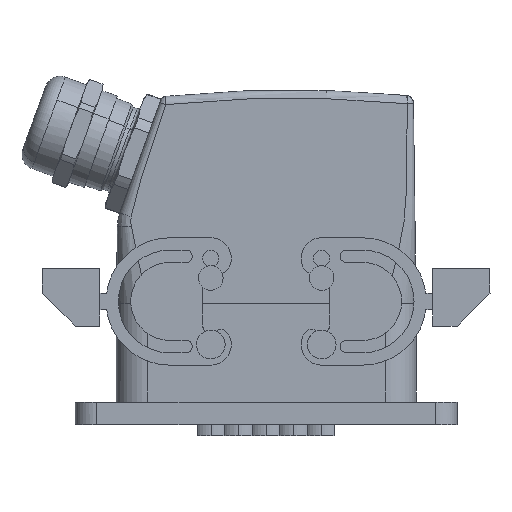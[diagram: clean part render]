
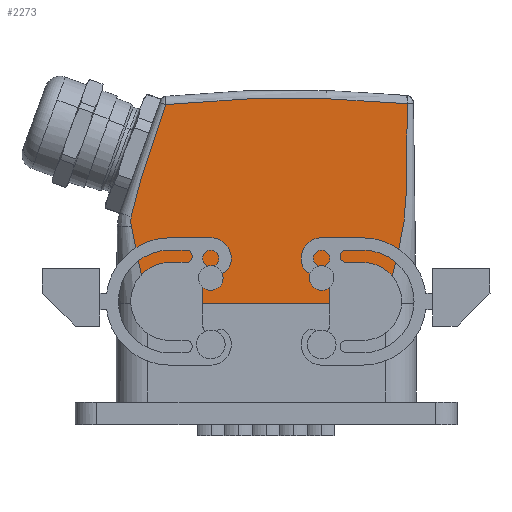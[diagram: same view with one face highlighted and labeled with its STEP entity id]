
A CAD part, left-side view. The second image highlights one B-rep face of the part: STEP entity #2273.
In plain terms, the highlighted planar face has unit normal (-1, 0, 0).
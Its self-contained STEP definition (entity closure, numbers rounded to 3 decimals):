
#2168=AXIS2_PLACEMENT_3D('Plane Axis2P3D',#2165,#2166,#2167) ;
#2172=AXIS2_PLACEMENT_3D('Circle Axis2P3D',#2170,#2171,$) ;
#2239=AXIS2_PLACEMENT_3D('Circle Axis2P3D',#2237,#2238,$) ;
#2248=AXIS2_PLACEMENT_3D('Circle Axis2P3D',#2246,#2247,$) ;
#2257=AXIS2_PLACEMENT_3D('Circle Axis2P3D',#2255,#2256,$) ;
#2266=AXIS2_PLACEMENT_3D('Circle Axis2P3D',#2264,#2265,$) ;
#1192=CARTESIAN_POINT('Vertex',(7.5,87.397,53.287)) ;
#1196=CARTESIAN_POINT('Control Point',(7.5,78.975,80.638)) ;
#1197=CARTESIAN_POINT('Control Point',(7.5,79.191,80.02)) ;
#1198=CARTESIAN_POINT('Control Point',(7.5,79.416,79.379)) ;
#1199=CARTESIAN_POINT('Control Point',(7.5,79.632,78.758)) ;
#1200=CARTESIAN_POINT('Control Point',(7.5,80.036,77.591)) ;
#1201=CARTESIAN_POINT('Control Point',(7.5,80.436,76.426)) ;
#1202=CARTESIAN_POINT('Control Point',(7.5,80.62,75.888)) ;
#1203=CARTESIAN_POINT('Control Point',(7.5,81.077,74.545)) ;
#1204=CARTESIAN_POINT('Control Point',(7.5,81.53,73.201)) ;
#1205=CARTESIAN_POINT('Control Point',(7.5,81.799,72.395)) ;
#1206=CARTESIAN_POINT('Control Point',(7.5,82.336,70.781)) ;
#1207=CARTESIAN_POINT('Control Point',(7.5,82.868,69.166)) ;
#1208=CARTESIAN_POINT('Control Point',(7.5,83.132,68.358)) ;
#1209=CARTESIAN_POINT('Control Point',(7.5,83.65,66.767)) ;
#1210=CARTESIAN_POINT('Control Point',(7.5,84.16,65.175)) ;
#1211=CARTESIAN_POINT('Control Point',(7.5,84.4,64.419)) ;
#1212=CARTESIAN_POINT('Control Point',(7.5,85.238,61.745)) ;
#1213=CARTESIAN_POINT('Control Point',(7.5,86.028,59.058)) ;
#1214=CARTESIAN_POINT('Control Point',(7.5,86.537,57.148)) ;
#1215=CARTESIAN_POINT('Control Point',(7.5,86.993,55.219)) ;
#1216=CARTESIAN_POINT('Control Point',(7.5,87.397,53.287)) ;
#1217=CARTESIAN_POINT('Vertex',(7.5,78.975,80.638)) ;
#2147=CARTESIAN_POINT('Vertex',(7.5,87.288,50.955)) ;
#2151=CARTESIAN_POINT('Control Point',(7.5,87.397,53.287)) ;
#2152=CARTESIAN_POINT('Control Point',(7.5,87.467,52.812)) ;
#2153=CARTESIAN_POINT('Control Point',(7.5,87.493,52.333)) ;
#2154=CARTESIAN_POINT('Control Point',(7.5,87.471,51.857)) ;
#2155=CARTESIAN_POINT('Control Point',(7.5,87.401,51.395)) ;
#2156=CARTESIAN_POINT('Control Point',(7.5,87.288,50.955)) ;
#2165=CARTESIAN_POINT('Axis2P3D Location',(7.5,12.669,1.036)) ;
#2170=CARTESIAN_POINT('Axis2P3D Location',(7.5,48.5,-215.8)) ;
#2174=CARTESIAN_POINT('Vertex',(7.5,20.135,80.847)) ;
#2178=CARTESIAN_POINT('Control Point',(7.5,87.288,50.955)) ;
#2179=CARTESIAN_POINT('Control Point',(7.5,86.978,49.056)) ;
#2180=CARTESIAN_POINT('Control Point',(7.5,86.63,47.161)) ;
#2181=CARTESIAN_POINT('Control Point',(7.5,86.254,45.274)) ;
#2182=CARTESIAN_POINT('Control Point',(7.5,85.714,42.683)) ;
#2183=CARTESIAN_POINT('Control Point',(7.5,85.163,40.089)) ;
#2184=CARTESIAN_POINT('Control Point',(7.5,84.961,39.141)) ;
#2185=CARTESIAN_POINT('Control Point',(7.5,84.572,37.308)) ;
#2186=CARTESIAN_POINT('Control Point',(7.5,84.188,35.476)) ;
#2187=CARTESIAN_POINT('Control Point',(7.5,83.969,34.419)) ;
#2188=CARTESIAN_POINT('Control Point',(7.5,83.744,33.315)) ;
#2189=CARTESIAN_POINT('Control Point',(7.5,83.52,32.2)) ;
#2190=CARTESIAN_POINT('Vertex',(7.5,83.52,32.2)) ;
#2193=CARTESIAN_POINT('Line Origine',(7.5,54.498,32.2)) ;
#2197=CARTESIAN_POINT('Vertex',(7.5,25.476,32.2)) ;
#2201=CARTESIAN_POINT('Control Point',(7.5,20.135,80.847)) ;
#2202=CARTESIAN_POINT('Control Point',(7.5,20.135,80.766)) ;
#2203=CARTESIAN_POINT('Control Point',(7.5,20.135,80.686)) ;
#2204=CARTESIAN_POINT('Control Point',(7.5,20.134,80.594)) ;
#2205=CARTESIAN_POINT('Control Point',(7.5,20.134,80.397)) ;
#2206=CARTESIAN_POINT('Control Point',(7.5,20.133,80.222)) ;
#2207=CARTESIAN_POINT('Control Point',(7.5,20.133,80.149)) ;
#2208=CARTESIAN_POINT('Control Point',(7.5,20.119,76.155)) ;
#2209=CARTESIAN_POINT('Control Point',(7.5,20.132,72.161)) ;
#2210=CARTESIAN_POINT('Control Point',(7.5,20.201,68.239)) ;
#2211=CARTESIAN_POINT('Control Point',(7.5,20.247,64.109)) ;
#2212=CARTESIAN_POINT('Control Point',(7.5,20.373,59.982)) ;
#2213=CARTESIAN_POINT('Control Point',(7.5,20.38,59.765)) ;
#2214=CARTESIAN_POINT('Control Point',(7.5,20.401,59.131)) ;
#2215=CARTESIAN_POINT('Control Point',(7.5,20.425,58.498)) ;
#2216=CARTESIAN_POINT('Control Point',(7.5,20.443,58.083)) ;
#2217=CARTESIAN_POINT('Control Point',(7.5,20.483,57.275)) ;
#2218=CARTESIAN_POINT('Control Point',(7.5,20.532,56.465)) ;
#2219=CARTESIAN_POINT('Control Point',(7.5,20.559,56.069)) ;
#2220=CARTESIAN_POINT('Control Point',(7.5,20.779,53.151)) ;
#2221=CARTESIAN_POINT('Control Point',(7.5,21.16,50.243)) ;
#2222=CARTESIAN_POINT('Control Point',(7.5,21.643,47.739)) ;
#2223=CARTESIAN_POINT('Control Point',(7.5,22.702,43.136)) ;
#2224=CARTESIAN_POINT('Control Point',(7.5,23.898,38.562)) ;
#2225=CARTESIAN_POINT('Control Point',(7.5,24.45,36.442)) ;
#2226=CARTESIAN_POINT('Control Point',(7.5,24.971,34.323)) ;
#2227=CARTESIAN_POINT('Control Point',(7.5,25.476,32.2)) ;
#2237=CARTESIAN_POINT('Axis2P3D Location',(7.5,68.,38.4)) ;
#2241=CARTESIAN_POINT('Vertex',(7.5,66.245,39.359)) ;
#2243=CARTESIAN_POINT('Vertex',(7.5,69.755,37.441)) ;
#2246=CARTESIAN_POINT('Axis2P3D Location',(7.5,68.,38.4)) ;
#2255=CARTESIAN_POINT('Axis2P3D Location',(7.5,41.,38.4)) ;
#2259=CARTESIAN_POINT('Vertex',(7.5,39.245,37.441)) ;
#2261=CARTESIAN_POINT('Vertex',(7.5,42.755,39.359)) ;
#2264=CARTESIAN_POINT('Axis2P3D Location',(7.5,41.,38.4)) ;
#2166=DIRECTION('Axis2P3D Direction',(-1.,0.,0.)) ;
#2167=DIRECTION('Axis2P3D XDirection',(0.,-0.17,0.985)) ;
#2171=DIRECTION('Axis2P3D Direction',(-1.,0.,0.)) ;
#2194=DIRECTION('Vector Direction',(0.,-1.,0.)) ;
#2238=DIRECTION('Axis2P3D Direction',(-1.,0.,0.)) ;
#2247=DIRECTION('Axis2P3D Direction',(-1.,0.,0.)) ;
#2256=DIRECTION('Axis2P3D Direction',(-1.,0.,0.)) ;
#2265=DIRECTION('Axis2P3D Direction',(-1.,0.,0.)) ;
#2195=VECTOR('Line Direction',#2194,1.) ;
#2230=ORIENTED_EDGE('',*,*,#2176,.T.) ;
#2231=ORIENTED_EDGE('',*,*,#1219,.F.) ;
#2232=ORIENTED_EDGE('',*,*,#2157,.F.) ;
#2233=ORIENTED_EDGE('',*,*,#2192,.F.) ;
#2234=ORIENTED_EDGE('',*,*,#2199,.T.) ;
#2235=ORIENTED_EDGE('',*,*,#2228,.T.) ;
#2252=ORIENTED_EDGE('',*,*,#2245,.F.) ;
#2253=ORIENTED_EDGE('',*,*,#2250,.F.) ;
#2270=ORIENTED_EDGE('',*,*,#2263,.F.) ;
#2271=ORIENTED_EDGE('',*,*,#2268,.F.) ;
#2254=FACE_BOUND('',#2251,.T.) ;
#2272=FACE_BOUND('',#2269,.T.) ;
#2273=ADVANCED_FACE('1802420000 HDC-KIT-HE10.110 M.1\\1787550000_S.1\\Housing',(#2236,#2254,#2272),#2169,.T.) ;
#1195=B_SPLINE_CURVE_WITH_KNOTS('',5,(#1196,#1197,#1198,#1199,#1200,#1201,#1202,#1203,#1204,#1205,#1206,#1207,#1208,#1209,#1210,#1211,#1212,#1213,#1214,#1215,#1216),.UNSPECIFIED.,.F.,.U.,(6,3,3,3,3,3,6),(102.121,105.442,108.274,112.513,116.752,120.853,130.735),.UNSPECIFIED.) ;
#2150=B_SPLINE_CURVE_WITH_KNOTS('',5,(#2151,#2152,#2153,#2154,#2155,#2156),.UNSPECIFIED.,.F.,.U.,(6,6),(155.256,158.24),.UNSPECIFIED.) ;
#2177=B_SPLINE_CURVE_WITH_KNOTS('',5,(#2178,#2179,#2180,#2181,#2182,#2183,#2184,#2185,#2186,#2187,#2188,#2189),.UNSPECIFIED.,.F.,.U.,(6,3,3,6),(0.,13.596,18.683,26.773),.UNSPECIFIED.) ;
#2200=B_SPLINE_CURVE_WITH_KNOTS('',5,(#2201,#2202,#2203,#2204,#2205,#2206,#2207,#2208,#2209,#2210,#2211,#2212,#2213,#2214,#2215,#2216,#2217,#2218,#2219,#2220,#2221,#2222,#2223,#2224,#2225,#2226,#2227),.UNSPECIFIED.,.F.,.U.,(6,3,3,3,3,3,3,3,6),(0.,0.57,1.141,28.879,30.426,33.38,36.181,54.129,69.543),.UNSPECIFIED.) ;
#2173=CIRCLE('generated circle',#2172,298.) ;
#2240=CIRCLE('generated circle',#2239,2.) ;
#2249=CIRCLE('generated circle',#2248,2.) ;
#2258=CIRCLE('generated circle',#2257,2.) ;
#2267=CIRCLE('generated circle',#2266,2.) ;
#1219=EDGE_CURVE('',#1193,#1218,#1195,.F.) ;
#2157=EDGE_CURVE('',#2148,#1193,#2150,.F.) ;
#2176=EDGE_CURVE('',#2175,#1218,#2173,.T.) ;
#2192=EDGE_CURVE('',#2191,#2148,#2177,.F.) ;
#2199=EDGE_CURVE('',#2191,#2198,#2196,.T.) ;
#2228=EDGE_CURVE('',#2198,#2175,#2200,.F.) ;
#2245=EDGE_CURVE('',#2242,#2244,#2240,.T.) ;
#2250=EDGE_CURVE('',#2244,#2242,#2249,.T.) ;
#2263=EDGE_CURVE('',#2260,#2262,#2258,.T.) ;
#2268=EDGE_CURVE('',#2262,#2260,#2267,.T.) ;
#2229=EDGE_LOOP('',(#2230,#2231,#2232,#2233,#2234,#2235)) ;
#2251=EDGE_LOOP('',(#2252,#2253)) ;
#2269=EDGE_LOOP('',(#2270,#2271)) ;
#2236=FACE_OUTER_BOUND('',#2229,.T.) ;
#2196=LINE('Line',#2193,#2195) ;
#2169=PLANE('',#2168) ;
#1193=VERTEX_POINT('',#1192) ;
#1218=VERTEX_POINT('',#1217) ;
#2148=VERTEX_POINT('',#2147) ;
#2175=VERTEX_POINT('',#2174) ;
#2191=VERTEX_POINT('',#2190) ;
#2198=VERTEX_POINT('',#2197) ;
#2242=VERTEX_POINT('',#2241) ;
#2244=VERTEX_POINT('',#2243) ;
#2260=VERTEX_POINT('',#2259) ;
#2262=VERTEX_POINT('',#2261) ;
